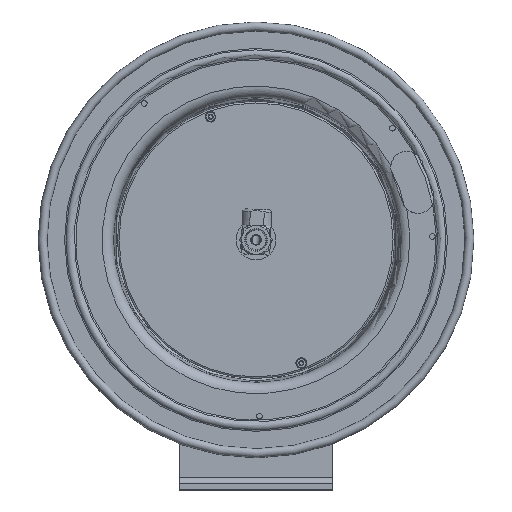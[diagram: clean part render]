
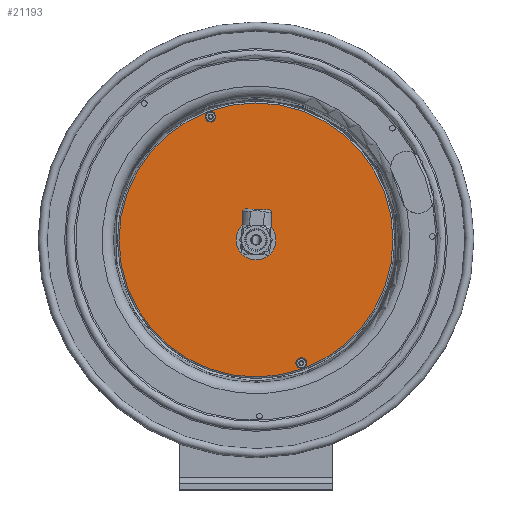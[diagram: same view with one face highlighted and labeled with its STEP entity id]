
A CAD part, top view. The second image highlights one B-rep face of the part: STEP entity #21193.
In plain terms, the highlighted planar face has unit normal (0, 0, 1).
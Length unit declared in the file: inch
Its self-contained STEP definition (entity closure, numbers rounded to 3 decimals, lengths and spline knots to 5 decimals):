
#950=FACE_BOUND('',#2780,.T.);
#951=FACE_BOUND('',#2781,.T.);
#952=FACE_BOUND('',#2782,.T.);
#1401=CIRCLE('',#22331,5.345);
#1402=CIRCLE('',#22332,5.345);
#1406=CIRCLE('',#22337,0.1);
#1407=CIRCLE('',#22338,0.1);
#1408=CIRCLE('',#22339,0.65);
#2059=FACE_OUTER_BOUND('',#2779,.T.);
#2779=EDGE_LOOP('',(#16341,#16342));
#2780=EDGE_LOOP('',(#16343));
#2781=EDGE_LOOP('',(#16344));
#2782=EDGE_LOOP('',(#16345));
#8790=VERTEX_POINT('',#30128);
#8791=VERTEX_POINT('',#30129);
#8794=VERTEX_POINT('',#30138);
#8795=VERTEX_POINT('',#30140);
#8796=VERTEX_POINT('',#30142);
#12053=EDGE_CURVE('',#8790,#8791,#1401,.T.);
#12054=EDGE_CURVE('',#8791,#8790,#1402,.T.);
#12058=EDGE_CURVE('',#8794,#8794,#1406,.T.);
#12059=EDGE_CURVE('',#8795,#8795,#1407,.T.);
#12060=EDGE_CURVE('',#8796,#8796,#1408,.T.);
#16341=ORIENTED_EDGE('',*,*,#12053,.T.);
#16342=ORIENTED_EDGE('',*,*,#12054,.T.);
#16343=ORIENTED_EDGE('',*,*,#12058,.T.);
#16344=ORIENTED_EDGE('',*,*,#12059,.T.);
#16345=ORIENTED_EDGE('',*,*,#12060,.T.);
#20010=PLANE('',#22336);
#21193=ADVANCED_FACE('',(#2059,#950,#951,#952),#20010,.T.);
#22331=AXIS2_PLACEMENT_3D('',#30130,#24593,#24594);
#22332=AXIS2_PLACEMENT_3D('',#30131,#24595,#24596);
#22336=AXIS2_PLACEMENT_3D('',#30137,#24603,#24604);
#22337=AXIS2_PLACEMENT_3D('',#30139,#24605,#24606);
#22338=AXIS2_PLACEMENT_3D('',#30141,#24607,#24608);
#22339=AXIS2_PLACEMENT_3D('',#30143,#24609,#24610);
#24593=DIRECTION('center_axis',(0.,0.,
1.));
#24594=DIRECTION('ref_axis',(-0.938,-0.346,0.));
#24595=DIRECTION('center_axis',(0.,0.,
1.));
#24596=DIRECTION('ref_axis',(-0.938,-0.346,0.));
#24603=DIRECTION('center_axis',(0.,0.,
1.));
#24604=DIRECTION('ref_axis',(-0.346,0.938,0.));
#24605=DIRECTION('center_axis',(0.,0.,
-1.));
#24606=DIRECTION('ref_axis',(-0.938,-0.346,0.));
#24607=DIRECTION('center_axis',(0.,0.,
-1.));
#24608=DIRECTION('ref_axis',(-0.938,-0.346,0.));
#24609=DIRECTION('center_axis',(0.,0.,
-1.));
#24610=DIRECTION('ref_axis',(0.938,0.346,0.));
#30128=CARTESIAN_POINT('',(-5.04637,-1.39071,2.66747));
#30129=CARTESIAN_POINT('',(1.81624,-4.55973,2.66747));
#30130=CARTESIAN_POINT('Origin',(-0.03055,0.45608,
2.66747));
#30131=CARTESIAN_POINT('Origin',(-0.03055,0.45608,
2.66747));
#30137=CARTESIAN_POINT('Origin',(-2.53846,-0.46731,2.66747));
#30138=CARTESIAN_POINT('',(-1.89517,5.23089,2.66747));
#30139=CARTESIAN_POINT('Origin',(-1.80133,5.26544,2.66747));
#30140=CARTESIAN_POINT('',(1.64638,-4.38784,2.66747));
#30141=CARTESIAN_POINT('Origin',(1.74022,-4.35328,2.66747));
#30142=CARTESIAN_POINT('',(-0.64052,0.23149,2.66747));
#30143=CARTESIAN_POINT('Origin',(-0.03055,0.45608,
2.66747));
